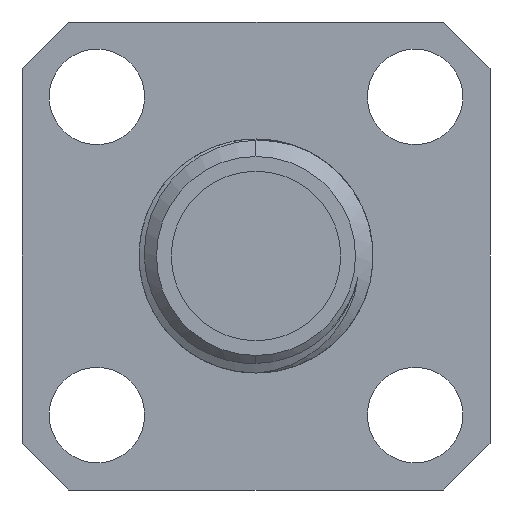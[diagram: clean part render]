
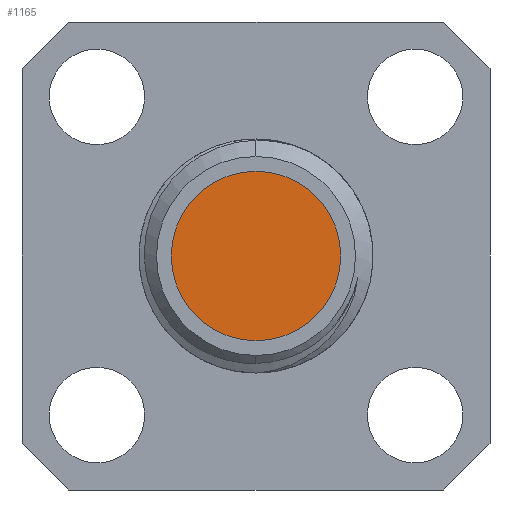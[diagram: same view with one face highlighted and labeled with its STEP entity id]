
A CAD part, left-side view. The second image highlights one B-rep face of the part: STEP entity #1165.
In plain terms, the highlighted planar face has unit normal (-1, 0, 0).
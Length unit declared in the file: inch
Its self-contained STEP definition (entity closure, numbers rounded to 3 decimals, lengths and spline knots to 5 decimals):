
#75 = ORIENTED_EDGE ( 'NONE', *, *, #1765, .T. ) ;
#163 = VERTEX_POINT ( 'NONE', #2586 ) ;
#323 = CARTESIAN_POINT ( 'NONE',  ( 0.0748, 0., 0. ) ) ;
#582 = VERTEX_POINT ( 'NONE', #1281 ) ;
#850 = DIRECTION ( 'NONE',  ( -1., 0., 0. ) ) ;
#994 = EDGE_CURVE ( 'NONE', #582, #163, #1124, .T. ) ;
#1124 = CIRCLE ( 'NONE', #1311, 0.09055 ) ;
#1165 = ADVANCED_FACE ( 'NONE', ( #1587 ), #2247, .T. ) ;
#1281 = CARTESIAN_POINT ( 'NONE',  ( 0.0748, 0., -0.09055 ) ) ;
#1297 = DIRECTION ( 'NONE',  ( -1., 0., 0. ) ) ;
#1311 = AXIS2_PLACEMENT_3D ( 'NONE', #1445, #850, #2284 ) ;
#1315 = CIRCLE ( 'NONE', #1672, 0.09055 ) ;
#1380 = DIRECTION ( 'NONE',  ( 0., 0., 1. ) ) ;
#1390 = DIRECTION ( 'NONE',  ( -1., 0., 0. ) ) ;
#1445 = CARTESIAN_POINT ( 'NONE',  ( 0.0748, 0., 0. ) ) ;
#1587 = FACE_OUTER_BOUND ( 'NONE', #2403, .T. ) ;
#1672 = AXIS2_PLACEMENT_3D ( 'NONE', #1707, #1297, #1925 ) ;
#1707 = CARTESIAN_POINT ( 'NONE',  ( 0.0748, 0., 0. ) ) ;
#1765 = EDGE_CURVE ( 'NONE', #163, #582, #1315, .T. ) ;
#1925 = DIRECTION ( 'NONE',  ( 0., 0., 1. ) ) ;
#2027 = AXIS2_PLACEMENT_3D ( 'NONE', #323, #1390, #1380 ) ;
#2054 = ORIENTED_EDGE ( 'NONE', *, *, #994, .T. ) ;
#2247 = PLANE ( 'NONE',  #2027 ) ;
#2284 = DIRECTION ( 'NONE',  ( 0., 0., 1. ) ) ;
#2403 = EDGE_LOOP ( 'NONE', ( #75, #2054 ) ) ;
#2586 = CARTESIAN_POINT ( 'NONE',  ( 0.0748, 0., 0.09055 ) ) ;
